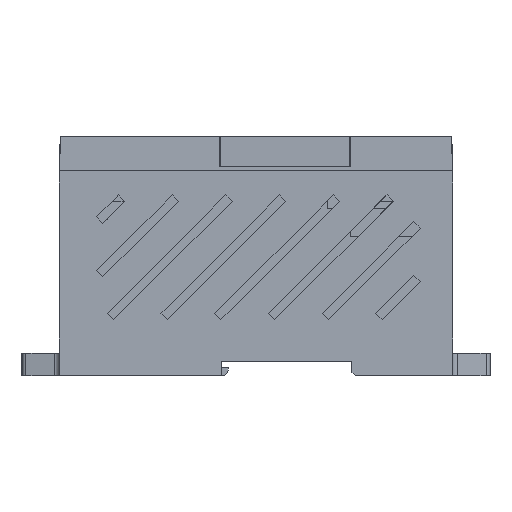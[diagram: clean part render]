
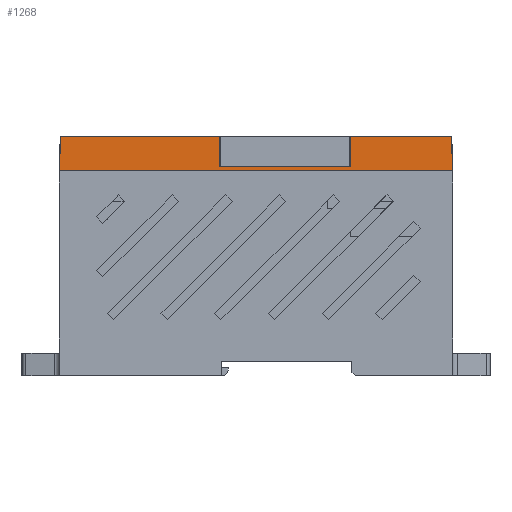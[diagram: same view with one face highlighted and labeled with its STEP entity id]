
A CAD part, left-side view. The second image highlights one B-rep face of the part: STEP entity #1268.
In plain terms, the highlighted planar face has unit normal (-1, 0, 0.018).
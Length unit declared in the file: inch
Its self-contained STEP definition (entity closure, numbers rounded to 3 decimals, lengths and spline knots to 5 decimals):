
#547 = EDGE_CURVE ( 'NONE', #571, #75536, #19082, .T. ) ;
#571 = VERTEX_POINT ( 'NONE', #19325 ) ;
#1009 = EDGE_CURVE ( 'NONE', #75491, #1029, #20857, .T. ) ;
#1029 = VERTEX_POINT ( 'NONE', #20928 ) ;
#1253 = EDGE_CURVE ( 'NONE', #1337, #75539, #22110, .T. ) ;
#1256 = ORIENTED_EDGE ( 'NONE', *, *, #75538, .F. ) ;
#1257 = ORIENTED_EDGE ( 'NONE', *, *, #547, .F. ) ;
#1268 = ADVANCED_FACE ( 'NONE', ( #22150 ), #22234, .T. ) ;
#1269 = EDGE_LOOP ( 'NONE', ( #1270, #1272, #1273, #3731, #1334, #1338, #1256, #1257 ) ) ;
#1270 = ORIENTED_EDGE ( 'NONE', *, *, #1271, .F. ) ;
#1271 = EDGE_CURVE ( 'NONE', #1029, #571, #22216, .T. ) ;
#1272 = ORIENTED_EDGE ( 'NONE', *, *, #1009, .F. ) ;
#1273 = ORIENTED_EDGE ( 'NONE', *, *, #75490, .F. ) ;
#1332 = EDGE_CURVE ( 'NONE', #1333, #75515, #22466, .T. ) ;
#1333 = VERTEX_POINT ( 'NONE', #22458 ) ;
#1334 = ORIENTED_EDGE ( 'NONE', *, *, #1335, .F. ) ;
#1335 = EDGE_CURVE ( 'NONE', #1337, #1333, #22452, .T. ) ;
#1337 = VERTEX_POINT ( 'NONE', #22437 ) ;
#1338 = ORIENTED_EDGE ( 'NONE', *, *, #1253, .T. ) ;
#3731 = ORIENTED_EDGE ( 'NONE', *, *, #1332, .F. ) ;
#19078 = DIRECTION ( 'NONE',  ( 0.017, -0.051, 0.999 ) ) ;
#19079 = VECTOR ( 'NONE', #19078, 39.37008 ) ;
#19080 = CARTESIAN_POINT ( 'NONE',  ( -3.27307, 4.23799, 4.84631 ) ) ;
#19082 = LINE ( 'NONE', #19080, #19079 ) ;
#19325 = CARTESIAN_POINT ( 'NONE',  ( -3.26244, 4.20704, 5.4551 ) ) ;
#20852 = DIRECTION ( 'NONE',  ( -0.017, -0.051, -0.999 ) ) ;
#20853 = VECTOR ( 'NONE', #20852, 39.37008 ) ;
#20855 = CARTESIAN_POINT ( 'NONE',  ( -3.27986, -0.05363, 4.45723 ) ) ;
#20857 = LINE ( 'NONE', #20855, #20853 ) ;
#20928 = CARTESIAN_POINT ( 'NONE',  ( -3.26244, -0.00291, 5.4551 ) ) ;
#22105 = DIRECTION ( 'NONE',  ( 0.017, 0., 1. ) ) ;
#22107 = VECTOR ( 'NONE', #22105, 39.37008 ) ;
#22109 = CARTESIAN_POINT ( 'NONE',  ( -3.2617, 2.48707, 5.49744 ) ) ;
#22110 = LINE ( 'NONE', #22109, #22107 ) ;
#22150 = FACE_OUTER_BOUND ( 'NONE', #1269, .T. ) ;
#22212 = DIRECTION ( 'NONE',  ( 0., 1., 0. ) ) ;
#22213 = VECTOR ( 'NONE', #22212, 39.37008 ) ;
#22214 = CARTESIAN_POINT ( 'NONE',  ( -3.26244, 0., 5.4551 ) ) ;
#22216 = LINE ( 'NONE', #22214, #22213 ) ;
#22222 = DIRECTION ( 'NONE',  ( 0.017, 0., 1. ) ) ;
#22224 = DIRECTION ( 'NONE',  ( -1., 0., 0.017 ) ) ;
#22226 = CARTESIAN_POINT ( 'NONE',  ( -3.26245, 0., 5.4546 ) ) ;
#22227 = AXIS2_PLACEMENT_3D ( 'NONE', #22226, #22224, #22222 ) ;
#22234 = PLANE ( 'NONE',  #22227 ) ;
#22437 = CARTESIAN_POINT ( 'NONE',  ( -3.2617, 2.48707, 5.49745 ) ) ;
#22447 = DIRECTION ( 'NONE',  ( 0., -1., 0. ) ) ;
#22449 = VECTOR ( 'NONE', #22447, 39.37008 ) ;
#22451 = CARTESIAN_POINT ( 'NONE',  ( -3.2617, 1.08707, 5.49745 ) ) ;
#22452 = LINE ( 'NONE', #22451, #22449 ) ;
#22458 = CARTESIAN_POINT ( 'NONE',  ( -3.2617, 1.08707, 5.49745 ) ) ;
#22460 = DIRECTION ( 'NONE',  ( 0.017, 0., 1. ) ) ;
#22462 = VECTOR ( 'NONE', #22460, 39.37008 ) ;
#22464 = CARTESIAN_POINT ( 'NONE',  ( -3.26245, 1.08707, 5.4546 ) ) ;
#22466 = LINE ( 'NONE', #22464, #22462 ) ;
#50253 = CARTESIAN_POINT ( 'NONE',  ( -3.25603, 0.01577, 5.82245 ) ) ;
#50254 = DIRECTION ( 'NONE',  ( 0., -1., 0. ) ) ;
#50255 = VECTOR ( 'NONE', #50254, 39.37008 ) ;
#50256 = CARTESIAN_POINT ( 'NONE',  ( -3.25603, -1.73599, 5.82245 ) ) ;
#50257 = LINE ( 'NONE', #50256, #50255 ) ;
#50327 = CARTESIAN_POINT ( 'NONE',  ( -3.25603, 1.08707, 5.82245 ) ) ;
#50433 = CARTESIAN_POINT ( 'NONE',  ( -3.25603, 2.48707, 5.82245 ) ) ;
#50434 = DIRECTION ( 'NONE',  ( 0., -1., 0. ) ) ;
#50435 = VECTOR ( 'NONE', #50434, 39.37008 ) ;
#50436 = CARTESIAN_POINT ( 'NONE',  ( -3.25603, -1.73599, 5.82245 ) ) ;
#50437 = LINE ( 'NONE', #50436, #50435 ) ;
#50438 = CARTESIAN_POINT ( 'NONE',  ( -3.25603, 4.18837, 5.82245 ) ) ;
#75490 = EDGE_CURVE ( 'NONE', #75515, #75491, #50257, .T. ) ;
#75491 = VERTEX_POINT ( 'NONE', #50253 ) ;
#75515 = VERTEX_POINT ( 'NONE', #50327 ) ;
#75536 = VERTEX_POINT ( 'NONE', #50438 ) ;
#75538 = EDGE_CURVE ( 'NONE', #75536, #75539, #50437, .T. ) ;
#75539 = VERTEX_POINT ( 'NONE', #50433 ) ;
